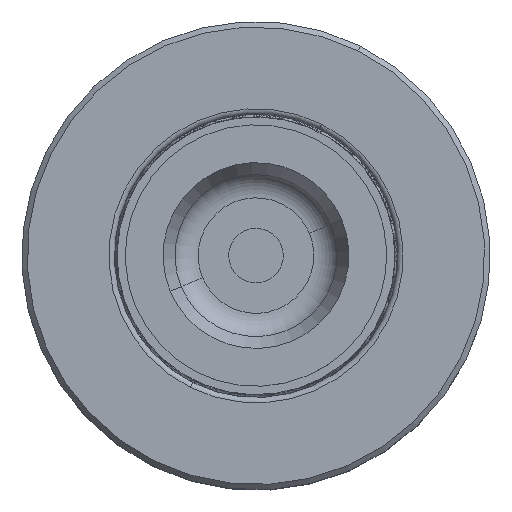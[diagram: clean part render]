
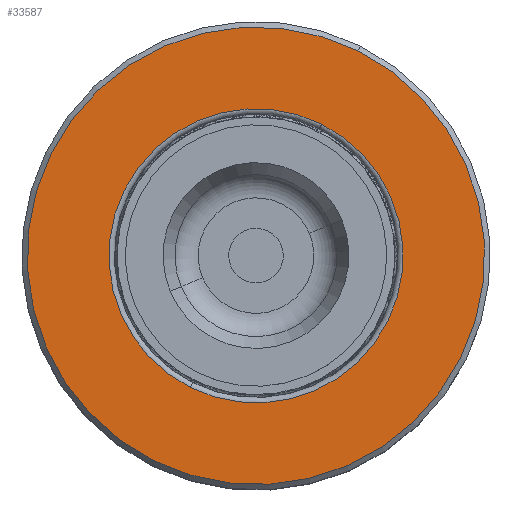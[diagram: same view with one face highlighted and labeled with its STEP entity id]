
A CAD part, top view. The second image highlights one B-rep face of the part: STEP entity #33587.
In plain terms, the highlighted face is planar.
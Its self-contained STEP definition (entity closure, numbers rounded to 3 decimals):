
#54 = PLANE ( 'NONE',  #97 ) ;
#97 = AXIS2_PLACEMENT_3D ( 'NONE', #3023, #31157, #34102 ) ;
#388 = VERTEX_POINT ( 'NONE', #1762 ) ;
#1556 = VERTEX_POINT ( 'NONE', #1659 ) ;
#1659 = CARTESIAN_POINT ( 'NONE',  ( 0., 10.687, -21. ) ) ;
#1762 = CARTESIAN_POINT ( 'NONE',  ( 0., 10.687, 21. ) ) ;
#2881 = CARTESIAN_POINT ( 'NONE',  ( 0., 10.687, 0. ) ) ;
#3023 = CARTESIAN_POINT ( 'NONE',  ( 21., 10.687, 0. ) ) ;
#3191 = CIRCLE ( 'NONE', #19819, 13.5 ) ;
#3725 = EDGE_LOOP ( 'NONE', ( #18510, #11995 ) ) ;
#5369 = ORIENTED_EDGE ( 'NONE', *, *, #13437, .F. ) ;
#6222 = DIRECTION ( 'NONE',  ( 0., -1., 0. ) ) ;
#10525 = FACE_OUTER_BOUND ( 'NONE', #14002, .T. ) ;
#10660 = VERTEX_POINT ( 'NONE', #33065 ) ;
#11359 = DIRECTION ( 'NONE',  ( 0., -1., 0. ) ) ;
#11995 = ORIENTED_EDGE ( 'NONE', *, *, #16574, .T. ) ;
#13437 = EDGE_CURVE ( 'NONE', #1556, #388, #22666, .T. ) ;
#14002 = EDGE_LOOP ( 'NONE', ( #5369, #14698 ) ) ;
#14698 = ORIENTED_EDGE ( 'NONE', *, *, #27904, .F. ) ;
#16574 = EDGE_CURVE ( 'NONE', #10660, #32383, #35598, .T. ) ;
#17058 = DIRECTION ( 'NONE',  ( 0., 0., -1. ) ) ;
#17413 = AXIS2_PLACEMENT_3D ( 'NONE', #2881, #21704, #21852 ) ;
#18510 = ORIENTED_EDGE ( 'NONE', *, *, #36381, .T. ) ;
#19252 = FACE_BOUND ( 'NONE', #3725, .T. ) ;
#19819 = AXIS2_PLACEMENT_3D ( 'NONE', #30793, #6222, #30946 ) ;
#21704 = DIRECTION ( 'NONE',  ( 0., -1., 0. ) ) ;
#21852 = DIRECTION ( 'NONE',  ( 0., 0., -1. ) ) ;
#22666 = CIRCLE ( 'NONE', #36447, 21. ) ;
#26573 = DIRECTION ( 'NONE',  ( 0., -1., 0. ) ) ;
#26947 = AXIS2_PLACEMENT_3D ( 'NONE', #32581, #11359, #17058 ) ;
#27904 = EDGE_CURVE ( 'NONE', #388, #1556, #29559, .T. ) ;
#29559 = CIRCLE ( 'NONE', #17413, 21. ) ;
#30793 = CARTESIAN_POINT ( 'NONE',  ( 0., 10.687, 0. ) ) ;
#30946 = DIRECTION ( 'NONE',  ( 0., 0., -1. ) ) ;
#31157 = DIRECTION ( 'NONE',  ( 0., 1., 0. ) ) ;
#32383 = VERTEX_POINT ( 'NONE', #37755 ) ;
#32581 = CARTESIAN_POINT ( 'NONE',  ( 0., 10.687, 0. ) ) ;
#33065 = CARTESIAN_POINT ( 'NONE',  ( 0., 10.687, 13.5 ) ) ;
#33587 = ADVANCED_FACE ( 'NONE', ( #19252, #10525 ), #54, .T. ) ;
#34102 = DIRECTION ( 'NONE',  ( 0., 0., 1. ) ) ;
#35598 = CIRCLE ( 'NONE', #26947, 13.5 ) ;
#36381 = EDGE_CURVE ( 'NONE', #32383, #10660, #3191, .T. ) ;
#36447 = AXIS2_PLACEMENT_3D ( 'NONE', #39511, #26573, #39118 ) ;
#37755 = CARTESIAN_POINT ( 'NONE',  ( 0., 10.687, -13.5 ) ) ;
#39118 = DIRECTION ( 'NONE',  ( 0., 0., -1. ) ) ;
#39511 = CARTESIAN_POINT ( 'NONE',  ( 0., 10.687, 0. ) ) ;
